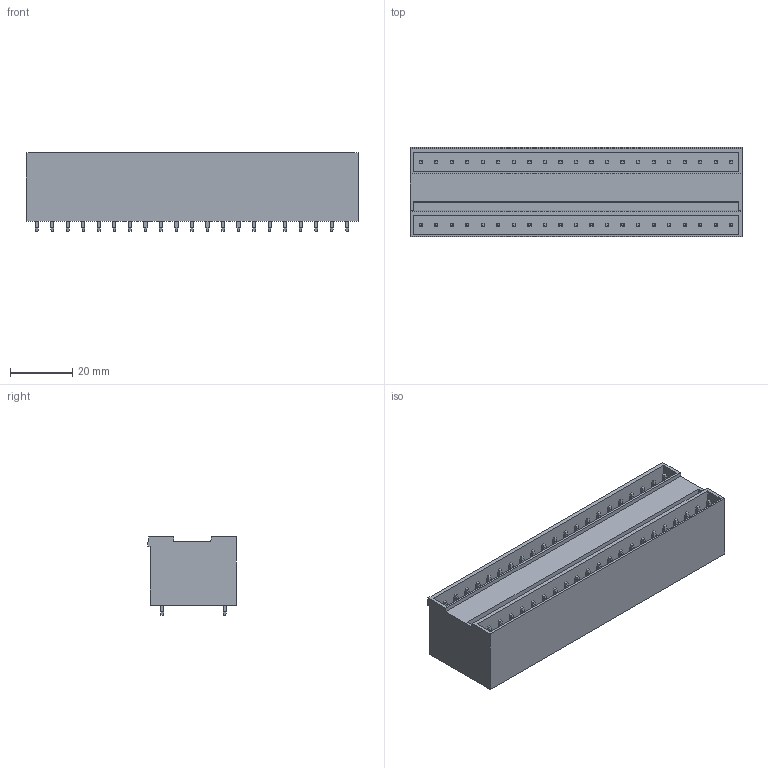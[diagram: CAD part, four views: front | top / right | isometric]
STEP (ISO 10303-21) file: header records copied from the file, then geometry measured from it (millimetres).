
FILE_DESCRIPTION(('CATIA V5 STEP Exchange','CAx-IF Rec.Pracs.--- Model Styling and Organization---1.2---2011-12-15'),'2;1');
FILE_NAME ('D1453514_0_1615000000_1615000000.stp','2018-11-03T03:58:47+00:00',('none'),('Weidmueller'),'CATIA Version 5-6 Release 2014','CATIA V5 STEP AP214','none');
FILE_SCHEMA(('AUTOMOTIVE_DESIGN { 1 0 10303 214 1 1 1 1 }'));
Length unit declared in the file: millimetre
Products named in the file (1): 1615000000
Bounding box: 107 x 28.68 x 25.2 mm (x, y, z)
Volume: 31566.9 mm3; surface area: 28926.3 mm2
Topology: 43 solids, 43 shells, 790 faces, 1770 edges, 1068 vertices
Faces by surface type: plane 790
Entity records: 18380 total; most frequent: ORIENTED_EDGE 3540, CARTESIAN_POINT 3472, DIRECTION 2028, EDGE_CURVE 1770, VECTOR 1434, LINE 1434, VERTEX_POINT 1068, EDGE_LOOP 876
